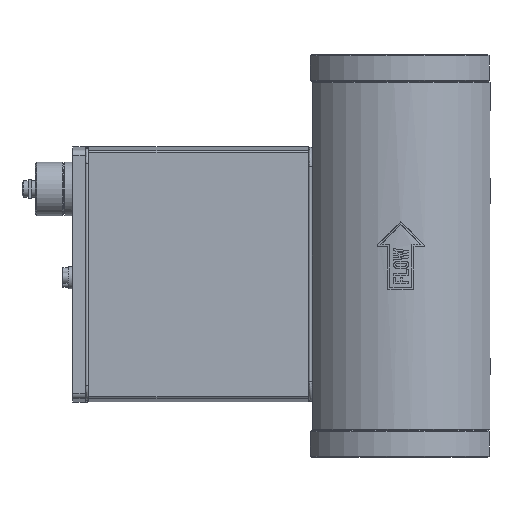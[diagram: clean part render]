
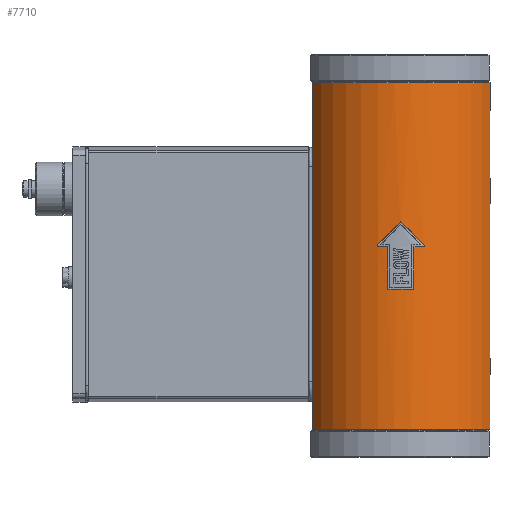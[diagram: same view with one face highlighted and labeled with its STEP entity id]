
A CAD part, left-side view. The second image highlights one B-rep face of the part: STEP entity #7710.
In plain terms, the highlighted cylindrical face has radius 37 mm (diameter 74 mm), a partial arc.
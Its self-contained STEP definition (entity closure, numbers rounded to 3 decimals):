
#140=B_SPLINE_CURVE_WITH_KNOTS('',3,(#13453,#13454,#13455,#13456,#13457,
#13458,#13459),.UNSPECIFIED.,.F.,.F.,(4,1,1,1,4),(-2.356,-1.683,
-1.01,-0.337,0.),.UNSPECIFIED.);
#142=B_SPLINE_CURVE_WITH_KNOTS('',3,(#13484,#13485,#13486,#13487),
 .UNSPECIFIED.,.F.,.F.,(4,4),(-0.226,0.),.UNSPECIFIED.);
#144=B_SPLINE_CURVE_WITH_KNOTS('',3,(#13516,#13517,#13518,#13519,#13520),
 .UNSPECIFIED.,.F.,.F.,(4,1,4),(-1.571,-0.785,0.),
 .UNSPECIFIED.);
#146=B_SPLINE_CURVE_WITH_KNOTS('',3,(#13544,#13545,#13546,#13547),
 .UNSPECIFIED.,.F.,.F.,(4,4),(-0.226,0.),.UNSPECIFIED.);
#148=B_SPLINE_CURVE_WITH_KNOTS('',3,(#13586,#13587,#13588,#13589,#13590,
#13591,#13592),.UNSPECIFIED.,.F.,.F.,(4,1,1,1,4),(-2.356,-1.683,
-1.01,-0.337,0.),.UNSPECIFIED.);
#383=FACE_BOUND('',#2688,.T.);
#1139=LINE('',#13604,#1625);
#1143=LINE('',#13616,#1629);
#1196=LINE('',#13973,#1682);
#1197=LINE('',#13974,#1683);
#1625=VECTOR('',#10120,10.);
#1629=VECTOR('',#10132,10.);
#1682=VECTOR('',#10279,10.);
#1683=VECTOR('',#10280,10.);
#1853=CYLINDRICAL_SURFACE('',#8451,37.);
#2205=FACE_OUTER_BOUND('',#2687,.T.);
#2687=EDGE_LOOP('',(#6747,#6748,#6749,#6750));
#2688=EDGE_LOOP('',(#6751,#6752,#6753,#6754,#6755,#6756,#6757,#6758,#6759,
#6760));
#3094=CIRCLE('',#8400,37.);
#3096=CIRCLE('',#8404,37.);
#3098=CIRCLE('',#8408,37.);
#3109=CIRCLE('',#8448,37.);
#3110=CIRCLE('',#8452,37.);
#3725=VERTEX_POINT('',#13450);
#3726=VERTEX_POINT('',#13452);
#3728=VERTEX_POINT('',#13482);
#3730=VERTEX_POINT('',#13514);
#3732=VERTEX_POINT('',#13542);
#3734=VERTEX_POINT('',#13584);
#3736=VERTEX_POINT('',#13596);
#3738=VERTEX_POINT('',#13602);
#3740=VERTEX_POINT('',#13608);
#3742=VERTEX_POINT('',#13614);
#3780=VERTEX_POINT('',#13945);
#3781=VERTEX_POINT('',#13956);
#3782=VERTEX_POINT('',#13970);
#3783=VERTEX_POINT('',#13971);
#4702=EDGE_CURVE('',#3726,#3725,#140,.T.);
#4706=EDGE_CURVE('',#3725,#3728,#142,.T.);
#4709=EDGE_CURVE('',#3728,#3730,#144,.T.);
#4712=EDGE_CURVE('',#3730,#3732,#146,.T.);
#4715=EDGE_CURVE('',#3732,#3734,#148,.T.);
#4718=EDGE_CURVE('',#3734,#3736,#3094,.T.);
#4721=EDGE_CURVE('',#3736,#3738,#1139,.T.);
#4724=EDGE_CURVE('',#3738,#3740,#3096,.T.);
#4727=EDGE_CURVE('',#3740,#3742,#1143,.T.);
#4729=EDGE_CURVE('',#3742,#3726,#3098,.T.);
#4803=EDGE_CURVE('',#3780,#3781,#3109,.T.);
#4807=EDGE_CURVE('',#3782,#3783,#3110,.T.);
#4808=EDGE_CURVE('',#3782,#3781,#1196,.T.);
#4809=EDGE_CURVE('',#3783,#3780,#1197,.T.);
#6747=ORIENTED_EDGE('',*,*,#4807,.F.);
#6748=ORIENTED_EDGE('',*,*,#4808,.T.);
#6749=ORIENTED_EDGE('',*,*,#4803,.F.);
#6750=ORIENTED_EDGE('',*,*,#4809,.F.);
#6751=ORIENTED_EDGE('',*,*,#4729,.T.);
#6752=ORIENTED_EDGE('',*,*,#4702,.T.);
#6753=ORIENTED_EDGE('',*,*,#4706,.T.);
#6754=ORIENTED_EDGE('',*,*,#4709,.T.);
#6755=ORIENTED_EDGE('',*,*,#4712,.T.);
#6756=ORIENTED_EDGE('',*,*,#4715,.T.);
#6757=ORIENTED_EDGE('',*,*,#4718,.T.);
#6758=ORIENTED_EDGE('',*,*,#4721,.T.);
#6759=ORIENTED_EDGE('',*,*,#4724,.T.);
#6760=ORIENTED_EDGE('',*,*,#4727,.T.);
#7710=ADVANCED_FACE('',(#2205,#383),#1853,.T.);
#8400=AXIS2_PLACEMENT_3D('',#13598,#10114,#10115);
#8404=AXIS2_PLACEMENT_3D('',#13610,#10126,#10127);
#8408=AXIS2_PLACEMENT_3D('',#13619,#10137,#10138);
#8448=AXIS2_PLACEMENT_3D('',#13957,#10268,#10269);
#8451=AXIS2_PLACEMENT_3D('',#13969,#10275,#10276);
#8452=AXIS2_PLACEMENT_3D('',#13972,#10277,#10278);
#10114=DIRECTION('center_axis',(0.,0.,
-1.));
#10115=DIRECTION('ref_axis',(-1.,0.,0.));
#10120=DIRECTION('',(0.,0.,-1.));
#10126=DIRECTION('center_axis',(0.,0.,
-1.));
#10127=DIRECTION('ref_axis',(-1.,0.,0.));
#10132=DIRECTION('',(0.,0.,1.));
#10137=DIRECTION('center_axis',(0.,0.,
-1.));
#10138=DIRECTION('ref_axis',(-1.,0.,0.));
#10268=DIRECTION('center_axis',(0.,0.,
-1.));
#10269=DIRECTION('ref_axis',(-1.,0.,0.));
#10275=DIRECTION('center_axis',(0.,0.,
-1.));
#10276=DIRECTION('ref_axis',(-1.,0.,0.));
#10277=DIRECTION('center_axis',(0.,0.,
1.));
#10278=DIRECTION('ref_axis',(-1.,0.,0.));
#10279=DIRECTION('',(0.,0.,-1.));
#10280=DIRECTION('',(0.,0.,-1.));
#13450=CARTESIAN_POINT('',(-36.093,-1.156,-53.015));
#13452=CARTESIAN_POINT('',(-36.15,-1.415,-53.655));
#13453=CARTESIAN_POINT('Ctrl Pts',(-36.15,-1.415,
-53.655));
#13454=CARTESIAN_POINT('Ctrl Pts',(-36.132,-1.333,
-53.655));
#13455=CARTESIAN_POINT('Ctrl Pts',(-36.096,-1.169,
-53.596));
#13456=CARTESIAN_POINT('Ctrl Pts',(-36.064,-1.03,-53.37));
#13457=CARTESIAN_POINT('Ctrl Pts',(-36.07,-1.054,
-53.149));
#13458=CARTESIAN_POINT('Ctrl Pts',(-36.086,-1.127,
-53.045));
#13459=CARTESIAN_POINT('Ctrl Pts',(-36.093,-1.156,
-53.015));
#13482=CARTESIAN_POINT('',(-37.,-9.464,-44.64));
#13484=CARTESIAN_POINT('Ctrl Pts',(-36.093,-1.156,
-53.015));
#13485=CARTESIAN_POINT('Ctrl Pts',(-36.707,-3.879,
-50.223));
#13486=CARTESIAN_POINT('Ctrl Pts',(-37.012,-6.672,
-47.432));
#13487=CARTESIAN_POINT('Ctrl Pts',(-37.,-9.464,
-44.64));
#13514=CARTESIAN_POINT('',(-36.993,-9.994,-44.64));
#13516=CARTESIAN_POINT('Ctrl Pts',(-37.,-9.464,
-44.64));
#13517=CARTESIAN_POINT('Ctrl Pts',(-36.999,-9.534,-44.571));
#13518=CARTESIAN_POINT('Ctrl Pts',(-36.998,-9.729,
-44.49));
#13519=CARTESIAN_POINT('Ctrl Pts',(-36.995,-9.925,-44.571));
#13520=CARTESIAN_POINT('Ctrl Pts',(-36.993,-9.994,-44.64));
#13542=CARTESIAN_POINT('',(-35.894,-18.279,-53.015));
#13544=CARTESIAN_POINT('Ctrl Pts',(-36.993,-9.994,-44.64));
#13545=CARTESIAN_POINT('Ctrl Pts',(-36.941,-12.785,
-47.432));
#13546=CARTESIAN_POINT('Ctrl Pts',(-36.571,-15.57,
-50.223));
#13547=CARTESIAN_POINT('Ctrl Pts',(-35.894,-18.279,
-53.015));
#13584=CARTESIAN_POINT('',(-35.958,-18.021,-53.655));
#13586=CARTESIAN_POINT('Ctrl Pts',(-35.894,-18.279,
-53.015));
#13587=CARTESIAN_POINT('Ctrl Pts',(-35.88,-18.336,
-53.074));
#13588=CARTESIAN_POINT('Ctrl Pts',(-35.861,-18.411,
-53.235));
#13589=CARTESIAN_POINT('Ctrl Pts',(-35.875,-18.354,
-53.495));
#13590=CARTESIAN_POINT('Ctrl Pts',(-35.918,-18.185,
-53.634));
#13591=CARTESIAN_POINT('Ctrl Pts',(-35.948,-18.062,
-53.655));
#13592=CARTESIAN_POINT('Ctrl Pts',(-35.958,-18.021,
-53.655));
#13596=CARTESIAN_POINT('',(-36.621,-14.581,-53.655));
#13598=CARTESIAN_POINT('Origin',(0.,-9.3,
-53.655));
#13602=CARTESIAN_POINT('',(-36.621,-14.581,-69.53));
#13604=CARTESIAN_POINT('',(-36.621,-14.581,7.6));
#13608=CARTESIAN_POINT('',(-36.734,-4.87,-69.53));
#13610=CARTESIAN_POINT('Origin',(0.,-9.3,
-69.53));
#13614=CARTESIAN_POINT('',(-36.734,-4.87,-53.655));
#13616=CARTESIAN_POINT('',(-36.734,-4.87,7.6));
#13619=CARTESIAN_POINT('Origin',(0.,-9.3,
-53.655));
#13945=CARTESIAN_POINT('',(-15.708,-42.8,-121.5));
#13956=CARTESIAN_POINT('',(-17.685,23.2,-121.5));
#13957=CARTESIAN_POINT('Origin',(0.,-9.3,
-121.5));
#13969=CARTESIAN_POINT('Origin',(0.,-9.3,
7.6));
#13970=CARTESIAN_POINT('',(-17.685,23.2,7.2));
#13971=CARTESIAN_POINT('',(-15.708,-42.8,7.2));
#13972=CARTESIAN_POINT('Origin',(0.,-9.3,
7.2));
#13973=CARTESIAN_POINT('',(-17.685,23.2,7.6));
#13974=CARTESIAN_POINT('',(-15.708,-42.8,7.6));
